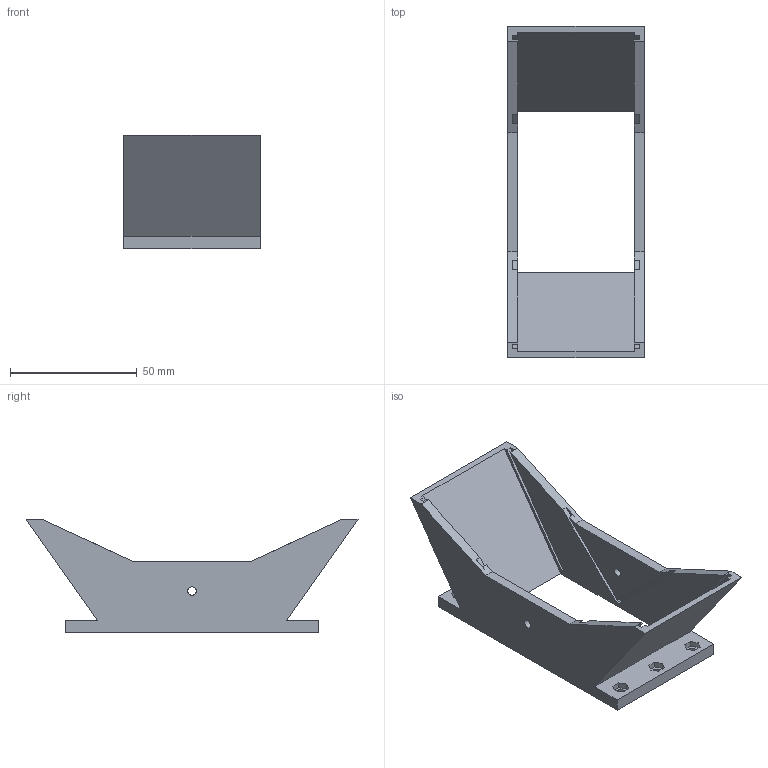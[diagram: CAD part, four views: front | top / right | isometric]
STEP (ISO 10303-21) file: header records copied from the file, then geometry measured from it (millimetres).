
FILE_DESCRIPTION(('Open CASCADE Model'),'2;1');
FILE_NAME('Open CASCADE Shape Model','2023-08-03T14:21:12',('Author'),( 'Open CASCADE'),'Open CASCADE STEP processor 7.7','Open CASCADE 7.7' ,'Unknown');
FILE_SCHEMA(('AUTOMOTIVE_DESIGN { 1 0 10303 214 1 1 1 1 }'));
Length unit declared in the file: millimetre
Products named in the file (1): Open CASCADE STEP translator 7.7 6
Bounding box: 54 x 131.1 x 45 mm (x, y, z)
Volume: 39320.1 mm3; surface area: 30120.1 mm2
Topology: 1 solids, 1 shells, 103 faces, 288 edges, 192 vertices
Faces by surface type: plane 89, cylinder 8, bspline 6
Full cylindrical faces by diameter (mm): 3.4 x8
Entity records: 8748 total; most frequent: CARTESIAN_POINT 3314, DIRECTION 864, LINE 640, VECTOR 640, ORIENTED_EDGE 576, PCURVE 576, DEFINITIONAL_REPRESENTATION 576, EDGE_CURVE 288
